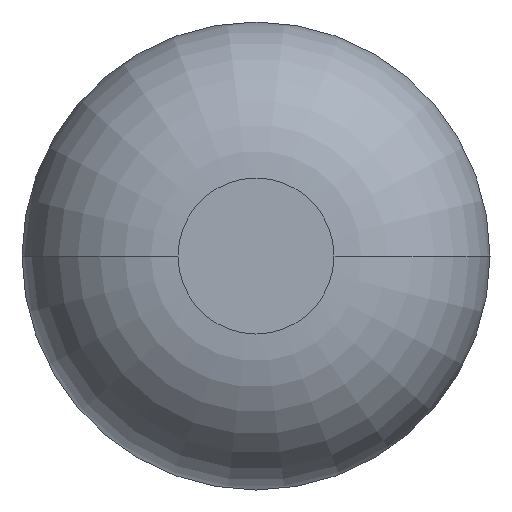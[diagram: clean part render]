
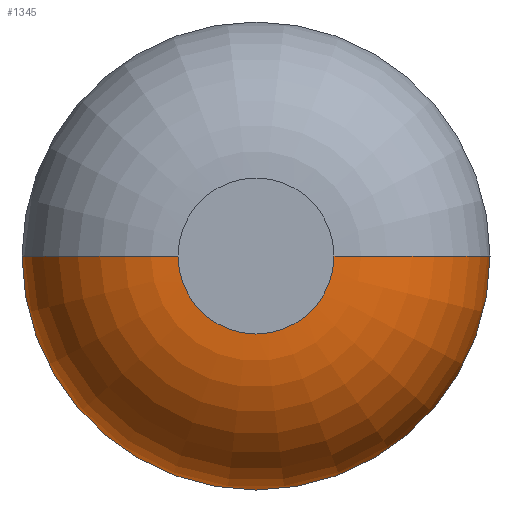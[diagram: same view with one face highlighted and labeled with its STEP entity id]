
A CAD part, front view. The second image highlights one B-rep face of the part: STEP entity #1345.
In plain terms, the highlighted toroidal (fillet/blend) face has major radius 0.125 mm and minor radius 0.25 mm.
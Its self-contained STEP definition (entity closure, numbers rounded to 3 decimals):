
#18 = DIRECTION ( 'NONE',  ( 1., 0., 0. ) ) ;
#206 = FACE_OUTER_BOUND ( 'NONE', #3442, .T. ) ;
#224 = ORIENTED_EDGE ( 'NONE', *, *, #534, .F. ) ;
#340 = CARTESIAN_POINT ( 'NONE',  ( 0., -31.05, 0. ) ) ;
#534 = EDGE_CURVE ( 'NONE', #1538, #2337, #2370, .T. ) ;
#574 = DIRECTION ( 'NONE',  ( 1., 0., 0. ) ) ;
#588 = CARTESIAN_POINT ( 'NONE',  ( -0.125, -31.05, 0. ) ) ;
#866 = DIRECTION ( 'NONE',  ( 0., 0., -1. ) ) ;
#930 = AXIS2_PLACEMENT_3D ( 'NONE', #1959, #2188, #574 ) ;
#985 = DIRECTION ( 'NONE',  ( 0., 1., 0. ) ) ;
#1110 = AXIS2_PLACEMENT_3D ( 'NONE', #588, #866, #2486 ) ;
#1190 = VERTEX_POINT ( 'NONE', #3539 ) ;
#1223 = CARTESIAN_POINT ( 'NONE',  ( 0.125, -31.3, 0. ) ) ;
#1265 = EDGE_CURVE ( 'NONE', #1190, #2509, #2716, .T. ) ;
#1270 = DIRECTION ( 'NONE',  ( 1., 0., 0. ) ) ;
#1345 = ADVANCED_FACE ( 'Defeature ausgef�hrt1_2', ( #206 ), #2578, .T. ) ;
#1410 = DIRECTION ( 'NONE',  ( 1., 0., 0. ) ) ;
#1538 = VERTEX_POINT ( 'NONE', #1223 ) ;
#1554 = AXIS2_PLACEMENT_3D ( 'NONE', #3133, #3446, #1270 ) ;
#1766 = ORIENTED_EDGE ( 'NONE', *, *, #3532, .F. ) ;
#1959 = CARTESIAN_POINT ( 'NONE',  ( 0., -31.05, 0. ) ) ;
#2164 = EDGE_CURVE ( 'Defeature ausgef�hrt1_1+Defeature ausgef�hrt1_2+Defeature ausgef�hrt1_2+Defeature ausgef�hrt1_2', #1190, #1538, #2451, .T. ) ;
#2188 = DIRECTION ( 'NONE',  ( 0., 1., 0. ) ) ;
#2199 = AXIS2_PLACEMENT_3D ( 'NONE', #2419, #3249, #18 ) ;
#2337 = VERTEX_POINT ( 'NONE', #2920 ) ;
#2357 = AXIS2_PLACEMENT_3D ( 'NONE', #340, #985, #1410 ) ;
#2370 = CIRCLE ( 'NONE', #2199, 0.25 ) ;
#2419 = CARTESIAN_POINT ( 'NONE',  ( 0.125, -31.05, 0. ) ) ;
#2451 = CIRCLE ( 'NONE', #1554, 0.125 ) ;
#2486 = DIRECTION ( 'NONE',  ( -1., 0., 0. ) ) ;
#2509 = VERTEX_POINT ( 'NONE', #2778 ) ;
#2578 = TOROIDAL_SURFACE ( 'NONE', #930, 0.125, 0.25 ) ;
#2710 = CIRCLE ( 'NONE', #2357, 0.375 ) ;
#2716 = CIRCLE ( 'NONE', #1110, 0.25 ) ;
#2778 = CARTESIAN_POINT ( 'NONE',  ( -0.375, -31.05, 0. ) ) ;
#2920 = CARTESIAN_POINT ( 'NONE',  ( 0.375, -31.05, 0. ) ) ;
#2999 = ORIENTED_EDGE ( 'NONE', *, *, #1265, .T. ) ;
#3133 = CARTESIAN_POINT ( 'NONE',  ( 0., -31.3, 0. ) ) ;
#3249 = DIRECTION ( 'NONE',  ( 0., 0., 1. ) ) ;
#3442 = EDGE_LOOP ( 'NONE', ( #3547, #2999, #1766, #224 ) ) ;
#3446 = DIRECTION ( 'NONE',  ( 0., -1., 0. ) ) ;
#3532 = EDGE_CURVE ( 'Defeature ausgef�hrt1_0+Defeature ausgef�hrt1_2+Defeature ausgef�hrt1_2+Defeature ausgef�hrt1_2', #2337, #2509, #2710, .T. ) ;
#3539 = CARTESIAN_POINT ( 'NONE',  ( -0.125, -31.3, 0. ) ) ;
#3547 = ORIENTED_EDGE ( 'NONE', *, *, #2164, .F. ) ;
